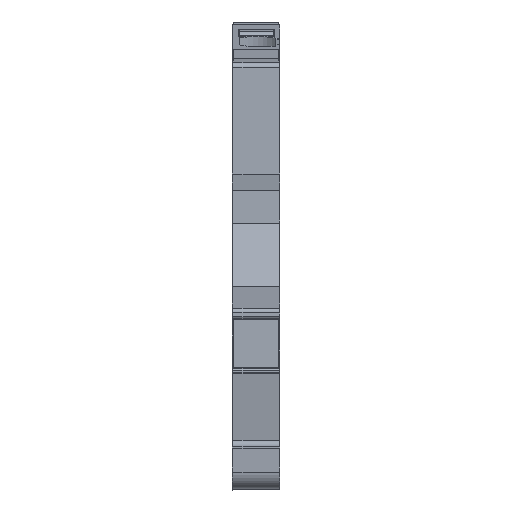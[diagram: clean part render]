
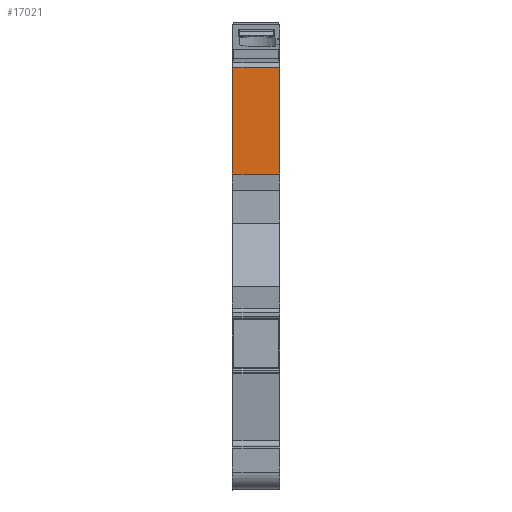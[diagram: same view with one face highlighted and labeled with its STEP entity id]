
A CAD part, front view. The second image highlights one B-rep face of the part: STEP entity #17021.
In plain terms, the highlighted planar face has unit normal (0, -1, 0).
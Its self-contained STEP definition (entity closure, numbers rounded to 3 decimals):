
#16994=AXIS2_PLACEMENT_3D('Plane Axis2P3D',#16991,#16992,#16993) ;
#2891=CARTESIAN_POINT('Vertex',(5.1,11.876,45.618)) ;
#2894=CARTESIAN_POINT('Line Origine',(5.1,11.876,39.862)) ;
#2898=CARTESIAN_POINT('Vertex',(5.1,11.876,34.105)) ;
#3579=CARTESIAN_POINT('Vertex',(0.,11.876,34.105)) ;
#3582=CARTESIAN_POINT('Line Origine',(0.,11.876,39.862)) ;
#3586=CARTESIAN_POINT('Vertex',(0.,11.876,45.618)) ;
#16971=CARTESIAN_POINT('Line Origine',(2.55,11.876,45.618)) ;
#16975=CARTESIAN_POINT('Vertex',(0.05,11.876,45.618)) ;
#16991=CARTESIAN_POINT('Axis2P3D Location',(0.,11.876,34.105)) ;
#16996=CARTESIAN_POINT('Line Origine',(0.025,11.876,34.105)) ;
#17000=CARTESIAN_POINT('Vertex',(0.05,11.876,34.105)) ;
#17003=CARTESIAN_POINT('Line Origine',(2.575,11.876,34.105)) ;
#17008=CARTESIAN_POINT('Line Origine',(0.025,11.876,45.618)) ;
#2895=DIRECTION('Vector Direction',(0.,0.,1.)) ;
#3583=DIRECTION('Vector Direction',(0.,0.,-1.)) ;
#16972=DIRECTION('Vector Direction',(1.,0.,0.)) ;
#16992=DIRECTION('Axis2P3D Direction',(0.,1.,0.)) ;
#16993=DIRECTION('Axis2P3D XDirection',(0.,0.,1.)) ;
#16997=DIRECTION('Vector Direction',(-1.,0.,0.)) ;
#17004=DIRECTION('Vector Direction',(1.,0.,0.)) ;
#17009=DIRECTION('Vector Direction',(-1.,0.,0.)) ;
#2896=VECTOR('Line Direction',#2895,1.) ;
#3584=VECTOR('Line Direction',#3583,1.) ;
#16973=VECTOR('Line Direction',#16972,1.) ;
#16998=VECTOR('Line Direction',#16997,1.) ;
#17005=VECTOR('Line Direction',#17004,1.) ;
#17010=VECTOR('Line Direction',#17009,1.) ;
#17014=ORIENTED_EDGE('',*,*,#17002,.F.) ;
#17015=ORIENTED_EDGE('',*,*,#17007,.T.) ;
#17016=ORIENTED_EDGE('',*,*,#2900,.T.) ;
#17017=ORIENTED_EDGE('',*,*,#16977,.F.) ;
#17018=ORIENTED_EDGE('',*,*,#17012,.T.) ;
#17019=ORIENTED_EDGE('',*,*,#3588,.F.) ;
#17021=ADVANCED_FACE('MLD_AITB_2-5_BB_X',(#17020),#16995,.F.) ;
#2900=EDGE_CURVE('',#2899,#2892,#2897,.T.) ;
#3588=EDGE_CURVE('',#3580,#3587,#3585,.F.) ;
#16977=EDGE_CURVE('',#16976,#2892,#16974,.T.) ;
#17002=EDGE_CURVE('',#17001,#3580,#16999,.T.) ;
#17007=EDGE_CURVE('',#17001,#2899,#17006,.T.) ;
#17012=EDGE_CURVE('',#16976,#3587,#17011,.T.) ;
#17013=EDGE_LOOP('',(#17014,#17015,#17016,#17017,#17018,#17019)) ;
#17020=FACE_OUTER_BOUND('',#17013,.T.) ;
#2897=LINE('Line',#2894,#2896) ;
#3585=LINE('Line',#3582,#3584) ;
#16974=LINE('Line',#16971,#16973) ;
#16999=LINE('Line',#16996,#16998) ;
#17006=LINE('Line',#17003,#17005) ;
#17011=LINE('Line',#17008,#17010) ;
#16995=PLANE('',#16994) ;
#2892=VERTEX_POINT('',#2891) ;
#2899=VERTEX_POINT('',#2898) ;
#3580=VERTEX_POINT('',#3579) ;
#3587=VERTEX_POINT('',#3586) ;
#16976=VERTEX_POINT('',#16975) ;
#17001=VERTEX_POINT('',#17000) ;
